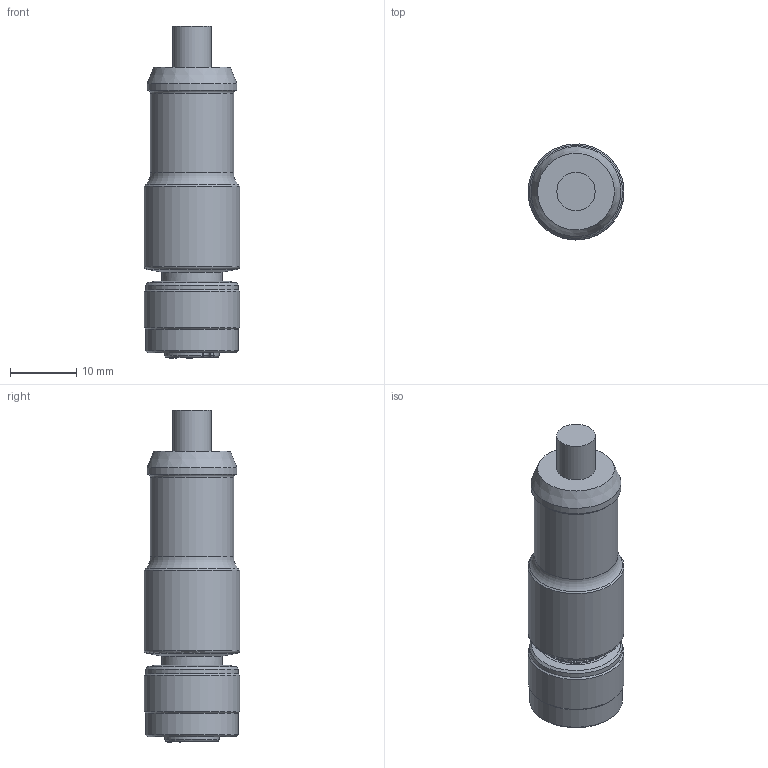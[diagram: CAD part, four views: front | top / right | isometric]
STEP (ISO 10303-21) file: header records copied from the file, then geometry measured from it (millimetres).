
FILE_DESCRIPTION(/* description */ (''),/* implementation_level */ '2;1');
FILE_NAME(/* name */ '79-3480-XXX-08-003_01.stp',/* time_stamp */ '2020-09-07T10:50:45+02:00',/* author */ (''),/* organization */ (''),/* preprocessor_version */ 'ST-DEVELOPER v16',/* originating_system */ 'SIEMENS PLM Software NX 11.0',/* authorisation */ '');
FILE_SCHEMA (('AUTOMOTIVE_DESIGN { 1 0 10303 214 3 1 1 1 }'));
Length unit declared in the file: millimetre
Products named in the file (1): sbet065022F99z8v
Bounding box: 14.5 x 14.5 x 50.2 mm (x, y, z)
Volume: 6065.1 mm3; surface area: 2968.7 mm2
Topology: 1 solids, 1 shells, 264 faces, 687 edges, 448 vertices
Faces by surface type: plane 127, cylinder 77, extrusion 33, cone 18, torus 7, sphere 2
Full cylindrical faces by diameter (mm): 0.9 x8, 1.5 x1, 5.8 x1, 8.2 x1, 9.2 x1, 10.2 x1, 10.917 x1, 12.6 x1, 13.6 x1, 14 x2, 14.5 x2
Entity records: 8681 total; most frequent: CARTESIAN_POINT 2473, ORIENTED_EDGE 1260, DIRECTION 1209, EDGE_CURVE 630, VERTEX_POINT 436, AXIS2_PLACEMENT_3D 427, VECTOR 355, EDGE_LOOP 332
